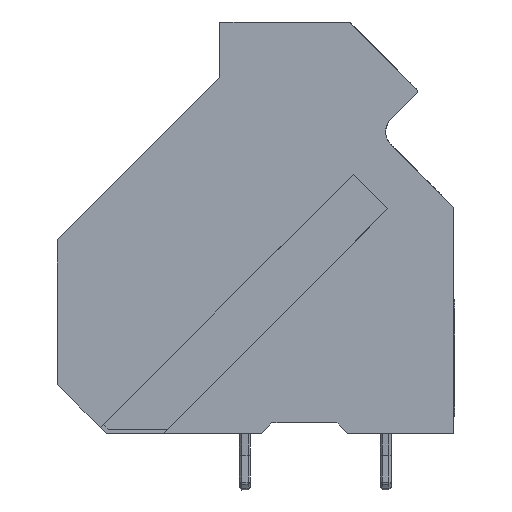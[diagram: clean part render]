
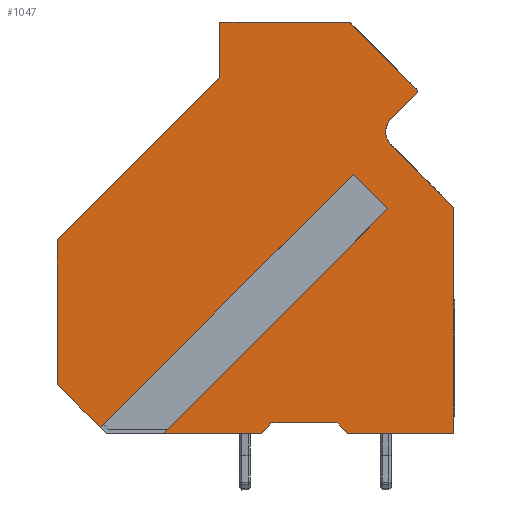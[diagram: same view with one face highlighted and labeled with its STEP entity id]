
A CAD part, left-side view. The second image highlights one B-rep face of the part: STEP entity #1047.
In plain terms, the highlighted planar face has unit normal (-1, 0, 0).
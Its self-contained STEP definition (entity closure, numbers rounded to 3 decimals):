
#1047=ADVANCED_FACE('',(#3303),#3304,.T.);
#3303=FACE_OUTER_BOUND('',#12692,.T.);
#3304=PLANE('',#12693);
#12692=EDGE_LOOP('',(#23520,#23521,#23522,#23523,#23524,#23525,#23526,#23527,#23528,#23529,#23530,#23531,#23532,#23533,#23534,#23535,#23536,#23537,#23538,#23539,#23540));
#12693=AXIS2_PLACEMENT_3D('',#23541,#23542,#23543);
#23520=ORIENTED_EDGE('',*,*,#29650,.T.);
#23521=ORIENTED_EDGE('',*,*,#29607,.F.);
#23522=ORIENTED_EDGE('',*,*,#29651,.T.);
#23523=ORIENTED_EDGE('',*,*,#29652,.T.);
#23524=ORIENTED_EDGE('',*,*,#29653,.T.);
#23525=ORIENTED_EDGE('',*,*,#29654,.T.);
#23526=ORIENTED_EDGE('',*,*,#29655,.T.);
#23527=ORIENTED_EDGE('',*,*,#29640,.T.);
#23528=ORIENTED_EDGE('',*,*,#29656,.T.);
#23529=ORIENTED_EDGE('',*,*,#28651,.T.);
#23530=ORIENTED_EDGE('',*,*,#29628,.T.);
#23531=ORIENTED_EDGE('',*,*,#28635,.F.);
#23532=ORIENTED_EDGE('',*,*,#29657,.F.);
#23533=ORIENTED_EDGE('',*,*,#29658,.T.);
#23534=ORIENTED_EDGE('',*,*,#29659,.F.);
#23535=ORIENTED_EDGE('',*,*,#29618,.F.);
#23536=ORIENTED_EDGE('',*,*,#29648,.T.);
#23537=ORIENTED_EDGE('',*,*,#29660,.T.);
#23538=ORIENTED_EDGE('',*,*,#29661,.T.);
#23539=ORIENTED_EDGE('',*,*,#29662,.T.);
#23540=ORIENTED_EDGE('',*,*,#29663,.T.);
#23541=CARTESIAN_POINT('',(0.,23.667,6.878));
#23542=DIRECTION('',(-1.0,0.,0.));
#23543=DIRECTION('',(0.,0.0,1.0));
#28635=EDGE_CURVE('',#33307,#33310,#33311,.F.);
#28651=EDGE_CURVE('',#33333,#33339,#33341,.F.);
#29607=EDGE_CURVE('',#34931,#34933,#34934,.T.);
#29618=EDGE_CURVE('',#34949,#34940,#34951,.F.);
#29628=EDGE_CURVE('',#33339,#33310,#34967,.F.);
#29640=EDGE_CURVE('',#34984,#34982,#34985,.F.);
#29648=EDGE_CURVE('',#34949,#34996,#34998,.F.);
#29650=EDGE_CURVE('',#35000,#34933,#35001,.T.);
#29651=EDGE_CURVE('',#34931,#35002,#35003,.T.);
#29652=EDGE_CURVE('',#35002,#35004,#35005,.T.);
#29653=EDGE_CURVE('',#35004,#35006,#35007,.T.);
#29654=EDGE_CURVE('',#35006,#35008,#35009,.T.);
#29655=EDGE_CURVE('',#35008,#34984,#35010,.T.);
#29656=EDGE_CURVE('',#34982,#33333,#35011,.F.);
#29657=EDGE_CURVE('',#35012,#33307,#35013,.F.);
#29658=EDGE_CURVE('',#35012,#35014,#35015,.T.);
#29659=EDGE_CURVE('',#34940,#35014,#35016,.T.);
#29660=EDGE_CURVE('',#34996,#35017,#35018,.T.);
#29661=EDGE_CURVE('',#35017,#35019,#35020,.F.);
#29662=EDGE_CURVE('',#35019,#35021,#35022,.T.);
#29663=EDGE_CURVE('',#35021,#35000,#35023,.T.);
#33307=VERTEX_POINT('',#41266);
#33310=VERTEX_POINT('',#41270);
#33311=CIRCLE('',#41271,0.2);
#33333=VERTEX_POINT('',#41298);
#33339=VERTEX_POINT('',#41366);
#33341=CIRCLE('',#41369,0.8);
#34931=VERTEX_POINT('',#45974);
#34933=VERTEX_POINT('',#45977);
#34934=LINE('',#45978,#45979);
#34940=VERTEX_POINT('',#45988);
#34949=VERTEX_POINT('',#46003);
#34951=LINE('',#46006,#46007);
#34967=LINE('',#46031,#46032);
#34982=VERTEX_POINT('',#46061);
#34984=VERTEX_POINT('',#46064);
#34985=LINE('',#46065,#46066);
#34996=VERTEX_POINT('',#46082);
#34998=LINE('',#46085,#46086);
#35000=VERTEX_POINT('',#46089);
#35001=LINE('',#46090,#46091);
#35002=VERTEX_POINT('',#46092);
#35003=LINE('',#46093,#46094);
#35004=VERTEX_POINT('',#46095);
#35005=LINE('',#46096,#46097);
#35006=VERTEX_POINT('',#46098);
#35007=LINE('',#46099,#46100);
#35008=VERTEX_POINT('',#46101);
#35009=LINE('',#46102,#46103);
#35010=LINE('',#46104,#46105);
#35011=CIRCLE('',#46106,0.8);
#35012=VERTEX_POINT('',#46107);
#35013=CIRCLE('',#46108,0.2);
#35014=VERTEX_POINT('',#46109);
#35015=LINE('',#46110,#46111);
#35016=LINE('',#46112,#46113);
#35017=VERTEX_POINT('',#46114);
#35018=LINE('',#46115,#46116);
#35019=VERTEX_POINT('',#46117);
#35020=LINE('',#46118,#46119);
#35021=VERTEX_POINT('',#46120);
#35022=LINE('',#46121,#46122);
#35023=LINE('',#46123,#46124);
#41266=CARTESIAN_POINT('',(0.,1.755,15.941));
#41270=CARTESIAN_POINT('',(0.,1.755,15.659));
#41271=AXIS2_PLACEMENT_3D('',#51814,#51815,#51816);
#41298=CARTESIAN_POINT('',(0.,2.926,13.364));
#41366=CARTESIAN_POINT('',(0.,2.922,14.492));
#41369=AXIS2_PLACEMENT_3D('',#51845,#51846,#51847);
#45974=CARTESIAN_POINT('',(0.,8.9,0.));
#45977=CARTESIAN_POINT('',(0.,13.426,0.));
#45978=CARTESIAN_POINT('',(0.,16.194,0.));
#45979=VECTOR('',#53098,1.0);
#45988=CARTESIAN_POINT('',(0.,10.8,19.));
#46003=CARTESIAN_POINT('',(0.,10.8,16.443));
#46006=CARTESIAN_POINT('',(0.,10.8,11.629));
#46007=VECTOR('',#53109,1.0);
#46031=CARTESIAN_POINT('',(0.,10.027,7.388));
#46032=VECTOR('',#53121,1.0);
#46061=CARTESIAN_POINT('',(0.,2.922,13.361));
#46064=CARTESIAN_POINT('',(0.,0.,10.439));
#46065=CARTESIAN_POINT('',(0.,6.524,16.963));
#46066=VECTOR('',#53140,1.0);
#46082=CARTESIAN_POINT('',(0.,18.3,8.943));
#46085=CARTESIAN_POINT('',(0.,16.212,11.031));
#46086=VECTOR('',#53150,1.0);
#46089=CARTESIAN_POINT('',(0.,3.055,10.372));
#46090=CARTESIAN_POINT('',(0.,14.397,-0.97));
#46091=VECTOR('',#53152,1.0);
#46092=CARTESIAN_POINT('',(0.,8.4,0.5));
#46093=CARTESIAN_POINT('',(0.,10.616,-1.716));
#46094=VECTOR('',#53153,1.0);
#46095=CARTESIAN_POINT('',(0.,5.4,0.5));
#46096=CARTESIAN_POINT('',(0.,14.496,0.5));
#46097=VECTOR('',#53154,1.0);
#46098=CARTESIAN_POINT('',(0.,4.9,0.));
#46099=CARTESIAN_POINT('',(0.,11.305,6.405));
#46100=VECTOR('',#53155,1.0);
#46101=CARTESIAN_POINT('',(0.,0.,0.));
#46102=CARTESIAN_POINT('',(0.,11.772,0.));
#46103=VECTOR('',#53156,1.0);
#46104=CARTESIAN_POINT('',(0.,0.,3.309));
#46105=VECTOR('',#53157,1.0);
#46106=AXIS2_PLACEMENT_3D('',#53158,#53159,#53160);
#46107=CARTESIAN_POINT('',(0.,1.755,15.942));
#46108=AXIS2_PLACEMENT_3D('',#53161,#53162,#53163);
#46109=CARTESIAN_POINT('',(0.,4.814,19.));
#46110=CARTESIAN_POINT('',(0.,6.535,20.721));
#46111=VECTOR('',#53164,1.0);
#46112=CARTESIAN_POINT('',(0.,14.165,19.));
#46113=VECTOR('',#53165,1.0);
#46114=CARTESIAN_POINT('',(0.,18.3,2.266));
#46115=CARTESIAN_POINT('',(0.,18.3,4.489));
#46116=VECTOR('',#53166,1.0);
#46117=CARTESIAN_POINT('',(0.,16.321,0.287));
#46118=CARTESIAN_POINT('',(0.,20.823,4.789));
#46119=VECTOR('',#53167,1.0);
#46120=CARTESIAN_POINT('',(0.,4.645,11.963));
#46121=CARTESIAN_POINT('',(0.,10.526,6.082));
#46122=VECTOR('',#53168,1.0);
#46123=CARTESIAN_POINT('',(0.,7.314,14.632));
#46124=VECTOR('',#53169,1.0);
#51814=CARTESIAN_POINT('',(0.,1.897,15.8));
#51815=DIRECTION('',(-1.0,0.,0.));
#51816=DIRECTION('',(0.,-0.712,0.703));
#51845=CARTESIAN_POINT('',(0.,2.356,13.927));
#51846=DIRECTION('',(-1.0,0.,0.));
#51847=DIRECTION('',(0.,0.712,-0.703));
#53098=DIRECTION('',(0.,1.0,0.));
#53109=DIRECTION('',(0.,0.,-1.0));
#53121=DIRECTION('',(0.,0.707,-0.707));
#53140=DIRECTION('',(0.,-0.707,-0.707));
#53150=DIRECTION('',(0.,-0.707,0.707));
#53152=DIRECTION('',(0.,0.707,-0.707));
#53153=DIRECTION('',(0.,-0.707,0.707));
#53154=DIRECTION('',(0.,-1.0,0.));
#53155=DIRECTION('',(0.,-0.707,-0.707));
#53156=DIRECTION('',(0.,-1.0,0.));
#53157=DIRECTION('',(0.,0.,1.0));
#53158=CARTESIAN_POINT('',(0.,2.356,13.927));
#53159=DIRECTION('',(-1.0,0.,0.));
#53160=DIRECTION('',(0.,0.712,-0.703));
#53161=CARTESIAN_POINT('',(0.,1.897,15.8));
#53162=DIRECTION('',(-1.0,0.,0.));
#53163=DIRECTION('',(0.,-0.712,0.703));
#53164=DIRECTION('',(0.,0.707,0.707));
#53165=DIRECTION('',(0.,-1.0,0.));
#53166=DIRECTION('',(0.,0.,-1.0));
#53167=DIRECTION('',(0.,0.707,0.707));
#53168=DIRECTION('',(0.,-0.707,0.707));
#53169=DIRECTION('',(0.,-0.707,-0.707));
